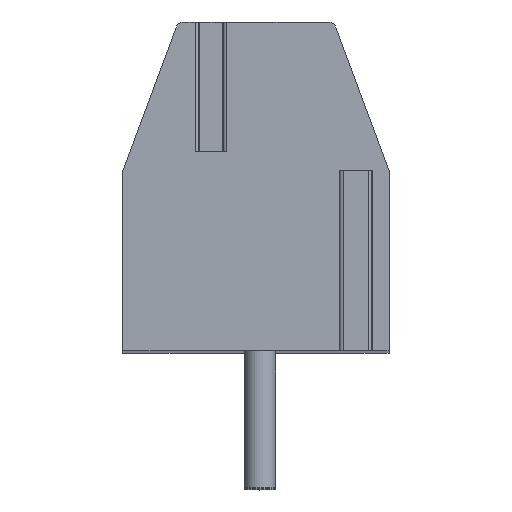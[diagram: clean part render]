
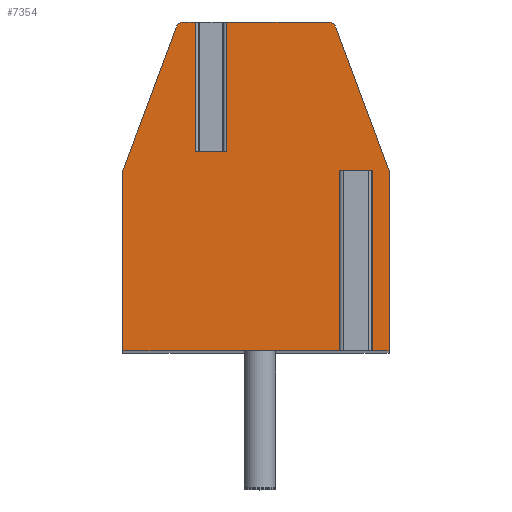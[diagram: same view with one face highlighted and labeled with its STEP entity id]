
A CAD part, top view. The second image highlights one B-rep face of the part: STEP entity #7354.
In plain terms, the highlighted planar face has unit normal (0, 0, 1).
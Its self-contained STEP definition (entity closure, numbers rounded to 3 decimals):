
#1=DIRECTION('',(1.,0.,0.));
#2=VECTOR('',#1,0.796);
#3=CARTESIAN_POINT('',(-1.548,0.9,33.25));
#4=LINE('',#3,#2);
#5=DIRECTION('',(0.,1.,0.));
#6=VECTOR('',#5,3.3);
#7=CARTESIAN_POINT('',(-0.752,0.9,33.25));
#8=LINE('',#7,#6);
#9=DIRECTION('',(-1.,0.,0.));
#10=VECTOR('',#9,2.603);
#11=CARTESIAN_POINT('',(1.851,4.2,33.25));
#12=LINE('',#11,#10);
#13=CARTESIAN_POINT('',(1.851,4.,33.25));
#14=DIRECTION('',(0.,0.,1.));
#15=DIRECTION('',(0.938,0.348,0.));
#16=AXIS2_PLACEMENT_3D('',#13,#14,#15);
#18=DIRECTION('',(-0.348,0.938,0.));
#19=VECTOR('',#18,3.914);
#20=CARTESIAN_POINT('',(3.4,0.4,33.25));
#21=LINE('',#20,#19);
#22=DIRECTION('',(0.,1.,0.));
#23=VECTOR('',#22,4.6);
#24=CARTESIAN_POINT('',(3.4,-4.2,33.25));
#25=LINE('',#24,#23);
#26=DIRECTION('',(1.,0.,0.));
#27=VECTOR('',#26,0.634);
#28=CARTESIAN_POINT('',(2.766,-4.2,33.25));
#29=LINE('',#28,#27);
#30=DIRECTION('',(0.,1.,0.));
#31=VECTOR('',#30,4.6);
#32=CARTESIAN_POINT('',(2.766,-4.2,33.25));
#33=LINE('',#32,#31);
#34=DIRECTION('',(-1.,0.,0.));
#35=VECTOR('',#34,0.43);
#36=CARTESIAN_POINT('',(2.766,0.4,33.25));
#37=LINE('',#36,#35);
#38=DIRECTION('',(0.,1.,0.));
#39=VECTOR('',#38,4.6);
#40=CARTESIAN_POINT('',(2.336,-4.2,33.25));
#41=LINE('',#40,#39);
#42=DIRECTION('',(1.,0.,0.));
#43=VECTOR('',#42,5.736);
#44=CARTESIAN_POINT('',(-3.4,-4.2,33.25));
#45=LINE('',#44,#43);
#46=DIRECTION('',(0.,-1.,0.));
#47=VECTOR('',#46,4.6);
#48=CARTESIAN_POINT('',(-3.4,0.4,33.25));
#49=LINE('',#48,#47);
#50=DIRECTION('',(-0.348,-0.938,0.));
#51=VECTOR('',#50,3.914);
#52=CARTESIAN_POINT('',(-2.038,4.07,33.25));
#53=LINE('',#52,#51);
#54=CARTESIAN_POINT('',(-1.851,4.,33.25));
#55=DIRECTION('',(0.,0.,1.));
#56=DIRECTION('',(0.,1.,0.));
#57=AXIS2_PLACEMENT_3D('',#54,#55,#56);
#59=DIRECTION('',(-1.,0.,0.));
#60=VECTOR('',#59,0.303);
#61=CARTESIAN_POINT('',(-1.548,4.2,33.25));
#62=LINE('',#61,#60);
#63=DIRECTION('',(0.,1.,0.));
#64=VECTOR('',#63,3.3);
#65=CARTESIAN_POINT('',(-1.548,0.9,33.25));
#66=LINE('',#65,#64);
#5741=CARTESIAN_POINT('',(-1.851,4.2,33.25));
#5742=CARTESIAN_POINT('',(-2.038,4.07,33.25));
#5743=VERTEX_POINT('',#5741);
#5744=VERTEX_POINT('',#5742);
#5745=CARTESIAN_POINT('',(-3.4,0.4,33.25));
#5746=VERTEX_POINT('',#5745);
#5747=CARTESIAN_POINT('',(-3.4,-4.2,33.25));
#5748=VERTEX_POINT('',#5747);
#5749=CARTESIAN_POINT('',(3.4,-4.2,33.25));
#5750=CARTESIAN_POINT('',(3.4,0.4,33.25));
#5751=VERTEX_POINT('',#5749);
#5752=VERTEX_POINT('',#5750);
#5753=CARTESIAN_POINT('',(2.038,4.07,33.25));
#5754=VERTEX_POINT('',#5753);
#5755=CARTESIAN_POINT('',(1.851,4.2,33.25));
#5756=VERTEX_POINT('',#5755);
#5797=CARTESIAN_POINT('',(2.766,0.4,33.25));
#5798=CARTESIAN_POINT('',(2.336,0.4,33.25));
#5799=VERTEX_POINT('',#5797);
#5800=VERTEX_POINT('',#5798);
#5801=CARTESIAN_POINT('',(2.336,-4.2,33.25));
#5802=VERTEX_POINT('',#5801);
#5803=CARTESIAN_POINT('',(2.766,-4.2,33.25));
#5804=VERTEX_POINT('',#5803);
#5865=CARTESIAN_POINT('',(-1.548,0.9,33.25));
#5866=CARTESIAN_POINT('',(-0.752,0.9,33.25));
#5867=VERTEX_POINT('',#5865);
#5868=VERTEX_POINT('',#5866);
#5869=CARTESIAN_POINT('',(-1.548,4.2,33.25));
#5870=VERTEX_POINT('',#5869);
#5871=CARTESIAN_POINT('',(-0.752,4.2,33.25));
#5872=VERTEX_POINT('',#5871);
#7315=CARTESIAN_POINT('',(0.,0.,33.25));
#7316=DIRECTION('',(0.,0.,1.));
#7317=DIRECTION('',(1.,0.,0.));
#7318=AXIS2_PLACEMENT_3D('',#7315,#7316,#7317);
#7319=PLANE('',#7318);
#7321=ORIENTED_EDGE('',*,*,#7320,.T.);
#7323=ORIENTED_EDGE('',*,*,#7322,.T.);
#7325=ORIENTED_EDGE('',*,*,#7324,.F.);
#7327=ORIENTED_EDGE('',*,*,#7326,.F.);
#7329=ORIENTED_EDGE('',*,*,#7328,.F.);
#7331=ORIENTED_EDGE('',*,*,#7330,.F.);
#7333=ORIENTED_EDGE('',*,*,#7332,.F.);
#7335=ORIENTED_EDGE('',*,*,#7334,.T.);
#7337=ORIENTED_EDGE('',*,*,#7336,.T.);
#7339=ORIENTED_EDGE('',*,*,#7338,.F.);
#7341=ORIENTED_EDGE('',*,*,#7340,.F.);
#7343=ORIENTED_EDGE('',*,*,#7342,.F.);
#7345=ORIENTED_EDGE('',*,*,#7344,.F.);
#7347=ORIENTED_EDGE('',*,*,#7346,.F.);
#7349=ORIENTED_EDGE('',*,*,#7348,.F.);
#7351=ORIENTED_EDGE('',*,*,#7350,.F.);
#7352=EDGE_LOOP('',(#7321,#7323,#7325,#7327,#7329,#7331,#7333,#7335,#7337,#7339,
#7341,#7343,#7345,#7347,#7349,#7351));
#7353=FACE_OUTER_BOUND('',#7352,.F.);
#7354=ADVANCED_FACE('',(#7353),#7319,.T.);
#17=CIRCLE('',#16,0.2);
#58=CIRCLE('',#57,0.2);
#7320=EDGE_CURVE('',#5867,#5868,#4,.T.);
#7322=EDGE_CURVE('',#5868,#5872,#8,.T.);
#7324=EDGE_CURVE('',#5756,#5872,#12,.T.);
#7326=EDGE_CURVE('',#5754,#5756,#17,.T.);
#7328=EDGE_CURVE('',#5752,#5754,#21,.T.);
#7330=EDGE_CURVE('',#5751,#5752,#25,.T.);
#7332=EDGE_CURVE('',#5804,#5751,#29,.T.);
#7334=EDGE_CURVE('',#5804,#5799,#33,.T.);
#7336=EDGE_CURVE('',#5799,#5800,#37,.T.);
#7338=EDGE_CURVE('',#5802,#5800,#41,.T.);
#7340=EDGE_CURVE('',#5748,#5802,#45,.T.);
#7342=EDGE_CURVE('',#5746,#5748,#49,.T.);
#7344=EDGE_CURVE('',#5744,#5746,#53,.T.);
#7346=EDGE_CURVE('',#5743,#5744,#58,.T.);
#7348=EDGE_CURVE('',#5870,#5743,#62,.T.);
#7350=EDGE_CURVE('',#5867,#5870,#66,.T.);
